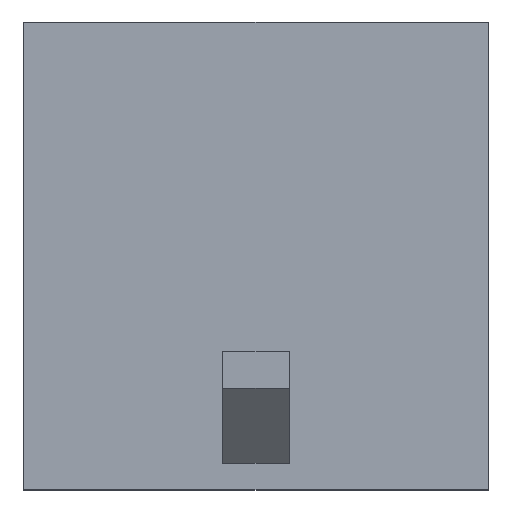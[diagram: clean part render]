
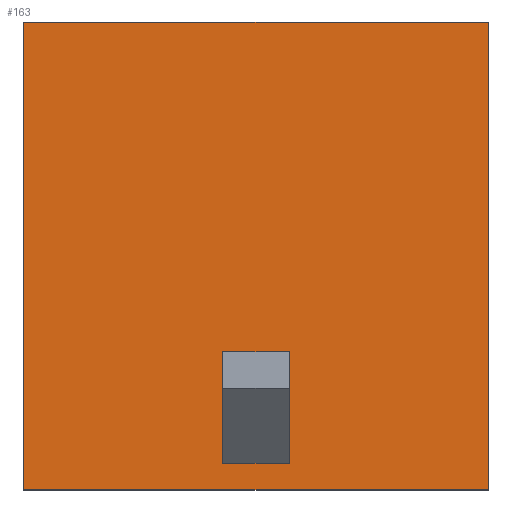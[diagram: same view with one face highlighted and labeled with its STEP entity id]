
A CAD part, top view. The second image highlights one B-rep face of the part: STEP entity #163.
In plain terms, the highlighted planar face has unit normal (0, 0, 1).
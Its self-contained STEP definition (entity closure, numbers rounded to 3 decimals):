
#163=ADVANCED_FACE('',(#318,#319),#243,.T.);
#243=PLANE('',#1653);
#318=FACE_BOUND('',#349,.T.);
#319=FACE_BOUND('',#350,.T.);
#349=EDGE_LOOP('',(#525,#526,#527,#528));
#350=EDGE_LOOP('',(#529,#530,#531,#532));
#525=ORIENTED_EDGE('',*,*,#1092,.T.);
#526=ORIENTED_EDGE('',*,*,#1019,.T.);
#527=ORIENTED_EDGE('',*,*,#1093,.T.);
#528=ORIENTED_EDGE('',*,*,#1094,.T.);
#529=ORIENTED_EDGE('',*,*,#1095,.T.);
#530=ORIENTED_EDGE('',*,*,#1096,.T.);
#531=ORIENTED_EDGE('',*,*,#1097,.F.);
#532=ORIENTED_EDGE('',*,*,#1098,.F.);
#875=VERTEX_POINT('',#2137);
#876=VERTEX_POINT('',#2139);
#933=VERTEX_POINT('',#2420);
#934=VERTEX_POINT('',#2422);
#935=VERTEX_POINT('',#2425);
#936=VERTEX_POINT('',#2426);
#937=VERTEX_POINT('',#2428);
#938=VERTEX_POINT('',#2430);
#1019=EDGE_CURVE('',#876,#875,#1238,.T.);
#1092=EDGE_CURVE('',#933,#876,#1289,.T.);
#1093=EDGE_CURVE('',#875,#934,#1290,.T.);
#1094=EDGE_CURVE('',#934,#933,#1291,.T.);
#1095=EDGE_CURVE('',#935,#936,#1292,.T.);
#1096=EDGE_CURVE('',#936,#937,#1293,.T.);
#1097=EDGE_CURVE('',#938,#937,#1294,.T.);
#1098=EDGE_CURVE('',#935,#938,#1295,.T.);
#1238=LINE('',#2138,#1435);
#1289=LINE('',#2419,#1486);
#1290=LINE('',#2421,#1487);
#1291=LINE('',#2423,#1488);
#1292=LINE('',#2424,#1489);
#1293=LINE('',#2427,#1490);
#1294=LINE('',#2429,#1491);
#1295=LINE('',#2431,#1492);
#1435=VECTOR('',#1734,1.);
#1486=VECTOR('',#1839,1.);
#1487=VECTOR('',#1840,1.);
#1488=VECTOR('',#1841,1.);
#1489=VECTOR('',#1842,1.);
#1490=VECTOR('',#1843,1.);
#1491=VECTOR('',#1844,1.);
#1492=VECTOR('',#1845,1.);
#1653=AXIS2_PLACEMENT_3D('',#2432,#1846,#1847);
#1734=DIRECTION('',(1.,0.,0.));
#1839=DIRECTION('',(0.,-1.,0.));
#1840=DIRECTION('',(0.,1.,0.));
#1841=DIRECTION('',(-1.,0.,0.));
#1842=DIRECTION('',(-1.,0.,0.));
#1843=DIRECTION('',(0.,1.,0.));
#1844=DIRECTION('',(-1.,0.,0.));
#1845=DIRECTION('',(0.,1.,0.));
#1846=DIRECTION('',(0.,0.,1.));
#1847=DIRECTION('',(1.,0.,0.));
#2137=CARTESIAN_POINT('',(4.925,-4.955,3.86));
#2138=CARTESIAN_POINT('',(-4.925,-4.955,3.86));
#2139=CARTESIAN_POINT('',(-4.925,-4.955,3.86));
#2419=CARTESIAN_POINT('',(-4.925,4.955,3.86));
#2420=CARTESIAN_POINT('',(-4.925,4.955,3.86));
#2421=CARTESIAN_POINT('',(4.925,-4.955,3.86));
#2422=CARTESIAN_POINT('',(4.925,4.955,3.86));
#2423=CARTESIAN_POINT('',(4.925,4.955,3.86));
#2424=CARTESIAN_POINT('',(0.7,-4.395,3.86));
#2425=CARTESIAN_POINT('',(0.7,-4.395,3.86));
#2426=CARTESIAN_POINT('',(-0.7,-4.395,3.86));
#2427=CARTESIAN_POINT('',(-0.7,-4.395,3.86));
#2428=CARTESIAN_POINT('',(-0.7,-2.035,3.86));
#2429=CARTESIAN_POINT('',(0.7,-2.035,3.86));
#2430=CARTESIAN_POINT('',(0.7,-2.035,3.86));
#2431=CARTESIAN_POINT('',(0.7,-4.395,3.86));
#2432=CARTESIAN_POINT('',(0.,0.,3.86));
